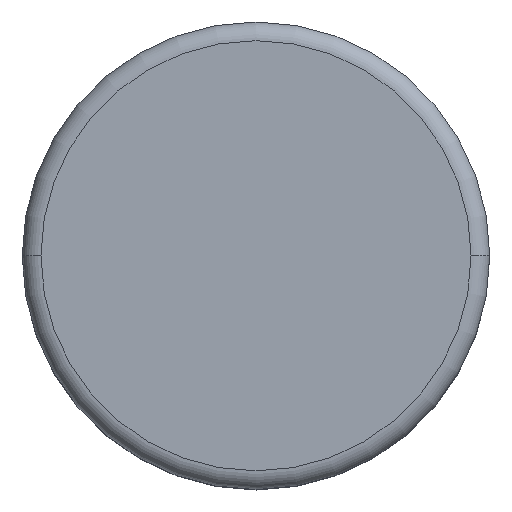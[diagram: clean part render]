
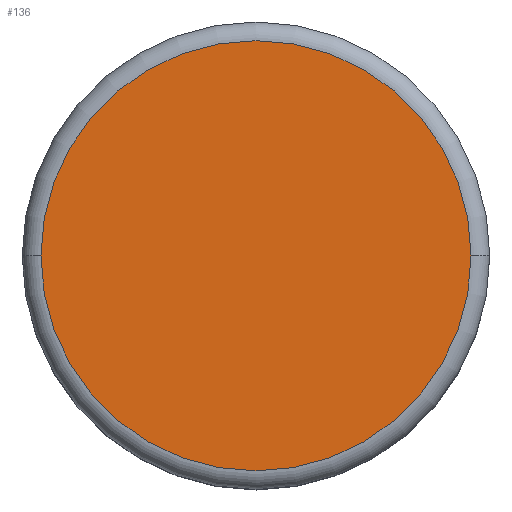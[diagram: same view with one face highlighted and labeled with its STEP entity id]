
A CAD part, top view. The second image highlights one B-rep face of the part: STEP entity #136.
In plain terms, the highlighted planar face has unit normal (0, 0, 1).
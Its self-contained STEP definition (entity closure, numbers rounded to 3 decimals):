
#116 = EDGE_LOOP ( 'NONE', ( #254, #135 ) ) ;
#135 = ORIENTED_EDGE ( 'NONE', *, *, #137, .F. ) ;
#136 = ADVANCED_FACE ( 'NONE', ( #470 ), #471, .F. ) ;
#137 = EDGE_CURVE ( 'NONE', #174, #324, #427, .T. ) ;
#174 = VERTEX_POINT ( 'NONE', #663 ) ;
#179 = EDGE_CURVE ( 'NONE', #324, #174, #695, .T. ) ;
#254 = ORIENTED_EDGE ( 'NONE', *, *, #179, .F. ) ;
#324 = VERTEX_POINT ( 'NONE', #857 ) ;
#357 = CARTESIAN_POINT ( 'NONE',  ( 0., 0., 26. ) ) ;
#360 = AXIS2_PLACEMENT_3D ( 'NONE', #426, #425, #424 ) ;
#380 = AXIS2_PLACEMENT_3D ( 'NONE', #357, #431, #430 ) ;
#424 = DIRECTION ( 'NONE',  ( -1., 0., 0. ) ) ;
#425 = DIRECTION ( 'NONE',  ( 0., 0., -1. ) ) ;
#426 = CARTESIAN_POINT ( 'NONE',  ( 0., 0., 26. ) ) ;
#427 = CIRCLE ( 'NONE', #360, 4.6 ) ;
#430 = DIRECTION ( 'NONE',  ( -1., 0., 0. ) ) ;
#431 = DIRECTION ( 'NONE',  ( 0., 0., -1. ) ) ;
#470 = FACE_OUTER_BOUND ( 'NONE', #116, .T. ) ;
#471 = PLANE ( 'NONE',  #380 ) ;
#605 = AXIS2_PLACEMENT_3D ( 'NONE', #694, #693, #692 ) ;
#663 = CARTESIAN_POINT ( 'NONE',  ( 4.6, 0., 26. ) ) ;
#692 = DIRECTION ( 'NONE',  ( -1., 0., 0. ) ) ;
#693 = DIRECTION ( 'NONE',  ( 0., 0., -1. ) ) ;
#694 = CARTESIAN_POINT ( 'NONE',  ( 0., 0., 26. ) ) ;
#695 = CIRCLE ( 'NONE', #605, 4.6 ) ;
#857 = CARTESIAN_POINT ( 'NONE',  ( -4.6, 0., 26. ) ) ;
